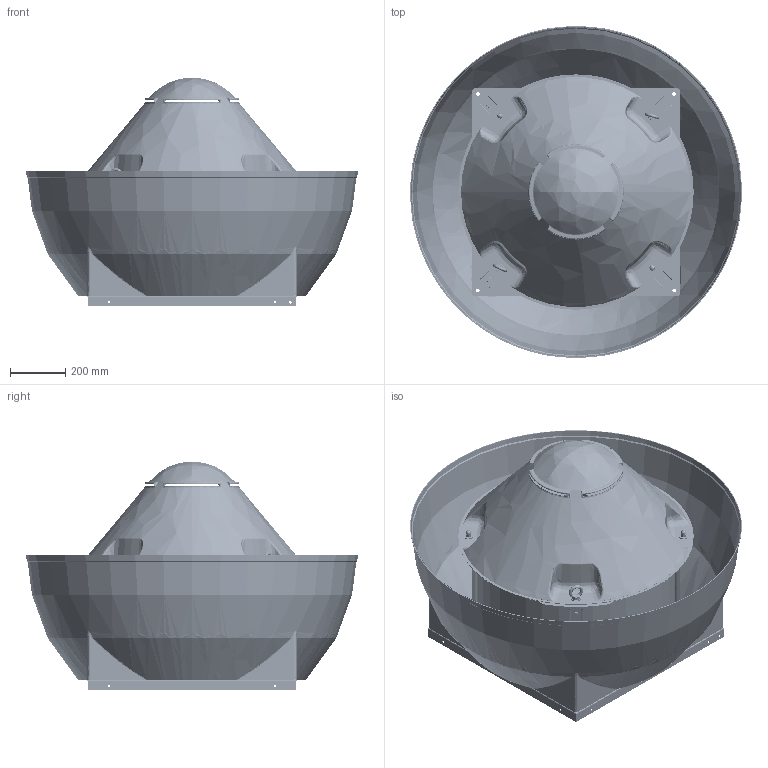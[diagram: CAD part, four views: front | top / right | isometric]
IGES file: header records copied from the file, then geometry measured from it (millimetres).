
Start section: SolidWorks IGES file using analytic representation for surfaces
Global section: file name: FCP-V 564.IGS; native system: SolidWorks 2018; preprocessor: SolidWorks 2018; author: girelli; date: 220309.170528; units: millimetre
Bounding box: 1200 x 1200 x 826.18 mm (x, y, z)
Surface area: 19777777.5 mm2 (no closed solid volume)
Topology: 0 solids, 0 shells, 4306 faces, 57895 edges, 57887 vertices
Faces by surface type: bspline 2398, revolution 1908
